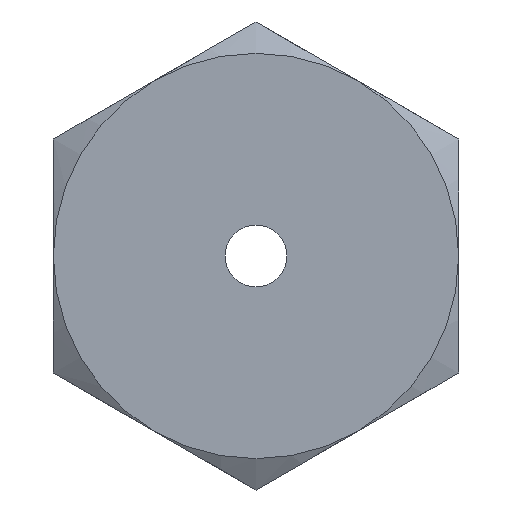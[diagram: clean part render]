
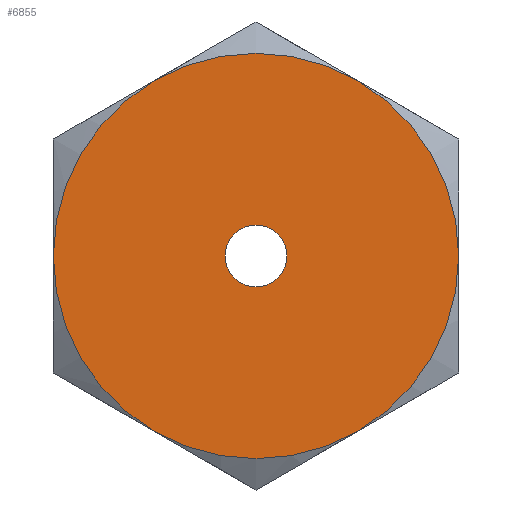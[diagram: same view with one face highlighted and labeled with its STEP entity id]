
A CAD part, left-side view. The second image highlights one B-rep face of the part: STEP entity #6855.
In plain terms, the highlighted planar face has unit normal (-1, 0, 0).
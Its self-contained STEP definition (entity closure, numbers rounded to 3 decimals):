
#3111=CARTESIAN_POINT('',(-2.8,1.75,
-3.031));
#3139=CARTESIAN_POINT('',(-2.8,3.5,
0.));
#3163=CARTESIAN_POINT('',(-2.8,1.75,3.031));
#3189=CARTESIAN_POINT('',(-2.8,-1.75,
3.031));
#3215=CARTESIAN_POINT('',(-2.8,-3.5,
0.));
#3241=CARTESIAN_POINT('',(-2.8,-1.75,
-3.031));
#3256=CARTESIAN_POINT('',(-2.8,0.,0.));
#3257=DIRECTION('',(-1.,0.,0.));
#3258=DIRECTION('',(0.,1.,0.));
#3259=AXIS2_PLACEMENT_3D('',#3256,#3257,#3258);
#3261=CARTESIAN_POINT('',(-2.8,0.,0.));
#3262=DIRECTION('',(-1.,0.,0.));
#3263=DIRECTION('',(0.,0.5,0.866));
#3264=AXIS2_PLACEMENT_3D('',#3261,#3262,#3263);
#3266=CARTESIAN_POINT('',(-2.8,0.,0.));
#3267=DIRECTION('',(-1.,0.,0.));
#3268=DIRECTION('',(0.,-0.5,0.866));
#3269=AXIS2_PLACEMENT_3D('',#3266,#3267,#3268);
#3271=CARTESIAN_POINT('',(-2.8,0.,0.));
#3272=DIRECTION('',(-1.,0.,0.));
#3273=DIRECTION('',(0.,-1.,0.));
#3274=AXIS2_PLACEMENT_3D('',#3271,#3272,#3273);
#3276=CARTESIAN_POINT('',(-2.8,0.,0.));
#3277=DIRECTION('',(-1.,0.,0.));
#3278=DIRECTION('',(0.,-0.5,-0.866));
#3279=AXIS2_PLACEMENT_3D('',#3276,#3277,#3278);
#3281=CARTESIAN_POINT('',(-2.8,0.,0.));
#3282=DIRECTION('',(-1.,0.,0.));
#3283=DIRECTION('',(0.,0.5,-0.866));
#3284=AXIS2_PLACEMENT_3D('',#3281,#3282,#3283);
#3286=CARTESIAN_POINT('',(-2.8,0.,0.));
#3287=DIRECTION('',(1.,0.,0.));
#3288=DIRECTION('',(0.,-1.,0.));
#3289=AXIS2_PLACEMENT_3D('',#3286,#3287,#3288);
#3291=CARTESIAN_POINT('',(-2.8,0.,0.));
#3292=DIRECTION('',(1.,0.,0.));
#3293=DIRECTION('',(0.,1.,0.));
#3294=AXIS2_PLACEMENT_3D('',#3291,#3292,#3293);
#3429=VERTEX_POINT('',#3111);
#3431=VERTEX_POINT('',#3139);
#3434=VERTEX_POINT('',#3163);
#3436=VERTEX_POINT('',#3189);
#3438=VERTEX_POINT('',#3215);
#3439=VERTEX_POINT('',#3241);
#3472=CARTESIAN_POINT('',(-2.8,-0.535,0.));
#3473=CARTESIAN_POINT('',(-2.8,0.535,0.));
#3474=VERTEX_POINT('',#3472);
#3475=VERTEX_POINT('',#3473);
#6833=CARTESIAN_POINT('',(-2.8,0.,0.));
#6834=DIRECTION('',(1.,0.,0.));
#6835=DIRECTION('',(0.,1.,0.));
#6836=AXIS2_PLACEMENT_3D('',#6833,#6834,#6835);
#6837=PLANE('',#6836);
#6838=ORIENTED_EDGE('',*,*,#6804,.F.);
#6840=ORIENTED_EDGE('',*,*,#6839,.F.);
#6842=ORIENTED_EDGE('',*,*,#6841,.F.);
#6844=ORIENTED_EDGE('',*,*,#6843,.F.);
#6845=ORIENTED_EDGE('',*,*,#6828,.F.);
#6846=ORIENTED_EDGE('',*,*,#6815,.F.);
#6847=EDGE_LOOP('',(#6838,#6840,#6842,#6844,#6845,#6846));
#6848=FACE_OUTER_BOUND('',#6847,.F.);
#6850=ORIENTED_EDGE('',*,*,#6849,.F.);
#6852=ORIENTED_EDGE('',*,*,#6851,.F.);
#6853=EDGE_LOOP('',(#6850,#6852));
#6854=FACE_BOUND('',#6853,.F.);
#3260=CIRCLE('',#3259,3.5);
#3265=CIRCLE('',#3264,3.5);
#3270=CIRCLE('',#3269,3.5);
#3275=CIRCLE('',#3274,3.5);
#3280=CIRCLE('',#3279,3.5);
#3285=CIRCLE('',#3284,3.5);
#3290=CIRCLE('',#3289,0.535);
#3295=CIRCLE('',#3294,0.535);
#6804=EDGE_CURVE('',#3431,#3429,#3260,.T.);
#6815=EDGE_CURVE('',#3429,#3439,#3285,.T.);
#6828=EDGE_CURVE('',#3439,#3438,#3280,.T.);
#6839=EDGE_CURVE('',#3434,#3431,#3265,.T.);
#6841=EDGE_CURVE('',#3436,#3434,#3270,.T.);
#6843=EDGE_CURVE('',#3438,#3436,#3275,.T.);
#6849=EDGE_CURVE('',#3474,#3475,#3290,.T.);
#6851=EDGE_CURVE('',#3475,#3474,#3295,.T.);
#6855=ADVANCED_FACE('',(#6848,#6854),#6837,.F.);
